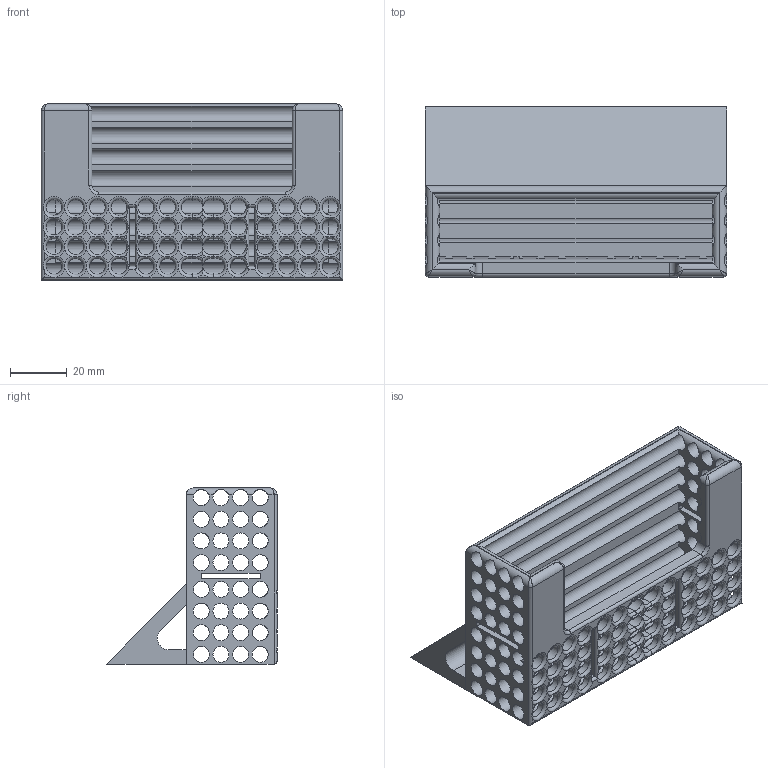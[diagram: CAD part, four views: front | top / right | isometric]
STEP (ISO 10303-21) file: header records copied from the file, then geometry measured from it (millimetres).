
FILE_DESCRIPTION(/* description */ ('STEP AP242','CAx-IF Rec.Pracs.---Representation and Presentation of Product Manufacturing Information (PMI)---4.0---2014-10-13','CAx-IF Rec.Pracs.---3D Tessellated Geometry---0.4---2014-09-14','2;1'),/* implementation_level */ '2;1');
FILE_NAME(/* name */ '66a1e058219b082d43d18704',/* time_stamp */ '2024-07-25T05:19:21Z',/* author */ (''),/* organization */ (''),/* preprocessor_version */ 'ST-DEVELOPER v20',/* originating_system */ ' ',/* authorisation */ ' ');
FILE_SCHEMA (('AP242_MANAGED_MODEL_BASED_3D_ENGINEERING_MIM_LF { 1 0 10303 442 1 1 4 }'));
Length unit declared in the file: metre
Products named in the file (2): Part 2; Part 1
Bounding box: 106 x 59.85 x 62 mm (x, y, z)
Volume: 78136.6 mm3; surface area: 56277.1 mm2
Topology: 2 solids, 2 shells, 440 faces, 1649 edges, 1066 vertices
Faces by surface type: cylinder 200, plane 166, torus 70, bspline 4
Full cylindrical faces by diameter (mm): 5.633 x96
Entity records: 17213 total; most frequent: CARTESIAN_POINT 4513, ORIENTED_EDGE 2724, DIRECTION 2529, EDGE_CURVE 1362, AXIS2_PLACEMENT_3D 1016, VERTEX_POINT 930, EDGE_LOOP 676, FACE_BOUND 676
